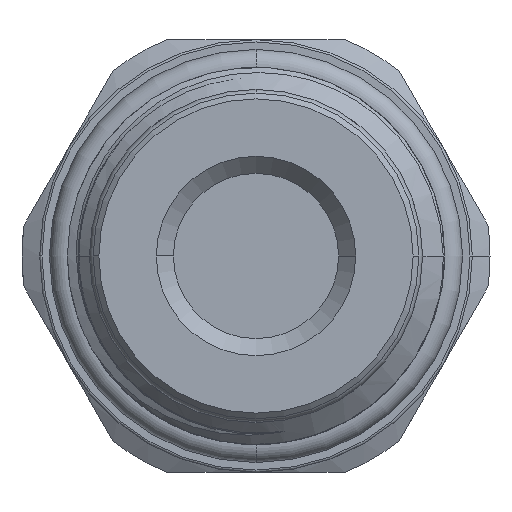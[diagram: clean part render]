
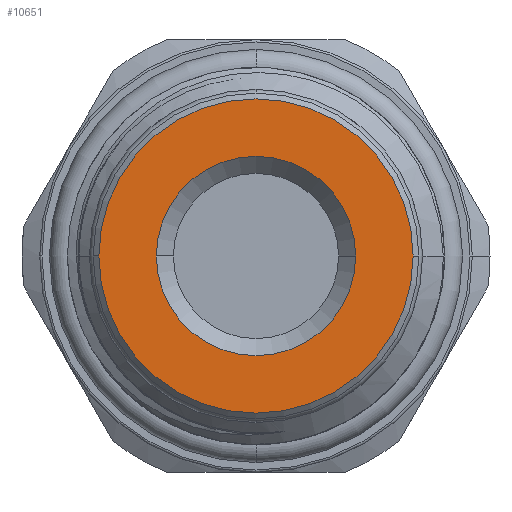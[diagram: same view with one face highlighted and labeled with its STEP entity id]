
A CAD part, left-side view. The second image highlights one B-rep face of the part: STEP entity #10651.
In plain terms, the highlighted planar face has unit normal (-1, 0, 0).
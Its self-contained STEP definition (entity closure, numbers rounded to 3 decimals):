
#570 = DIRECTION ( 'NONE',  ( -1., 0., 0. ) ) ;
#1179 = VERTEX_POINT ( 'NONE', #1401 ) ;
#1401 = CARTESIAN_POINT ( 'NONE',  ( 0., 13.8, 0. ) ) ;
#1403 = ORIENTED_EDGE ( 'NONE', *, *, #4315, .F. ) ;
#1940 = CIRCLE ( 'NONE', #13080, 8.75 ) ;
#2331 = CARTESIAN_POINT ( 'NONE',  ( 0., 8.75, 0. ) ) ;
#2383 = CARTESIAN_POINT ( 'NONE',  ( 0., -8.75, 0. ) ) ;
#4132 = CARTESIAN_POINT ( 'NONE',  ( 0., 0., 0. ) ) ;
#4315 = EDGE_CURVE ( 'NONE', #17418, #20008, #18832, .T. ) ;
#5313 = DIRECTION ( 'NONE',  ( -1., 0., 0. ) ) ;
#5692 = FACE_OUTER_BOUND ( 'NONE', #19146, .T. ) ;
#6002 = EDGE_CURVE ( 'NONE', #18209, #1179, #8179, .T. ) ;
#6448 = DIRECTION ( 'NONE',  ( -1., 0., 0. ) ) ;
#7011 = DIRECTION ( 'NONE',  ( 0., 1., 0. ) ) ;
#7085 = PLANE ( 'NONE',  #13905 ) ;
#7091 = ORIENTED_EDGE ( 'NONE', *, *, #8116, .T. ) ;
#7194 = DIRECTION ( 'NONE',  ( 0., 1., 0. ) ) ;
#7351 = CIRCLE ( 'NONE', #12040, 13.8 ) ;
#8116 = EDGE_CURVE ( 'NONE', #1179, #18209, #7351, .T. ) ;
#8179 = CIRCLE ( 'NONE', #17749, 13.8 ) ;
#9246 = DIRECTION ( 'NONE',  ( -1., 0., 0. ) ) ;
#10651 = ADVANCED_FACE ( 'NONE', ( #14407, #5692 ), #7085, .T. ) ;
#10726 = CARTESIAN_POINT ( 'NONE',  ( 0., 0., 0. ) ) ;
#12040 = AXIS2_PLACEMENT_3D ( 'NONE', #13389, #6448, #16863 ) ;
#12486 = EDGE_CURVE ( 'NONE', #20008, #17418, #1940, .T. ) ;
#12891 = CARTESIAN_POINT ( 'NONE',  ( 0., -13.8, 0. ) ) ;
#13080 = AXIS2_PLACEMENT_3D ( 'NONE', #4132, #13892, #14247 ) ;
#13389 = CARTESIAN_POINT ( 'NONE',  ( 0., 0., 0. ) ) ;
#13892 = DIRECTION ( 'NONE',  ( -1., 0., 0. ) ) ;
#13905 = AXIS2_PLACEMENT_3D ( 'NONE', #15437, #5313, #7011 ) ;
#14247 = DIRECTION ( 'NONE',  ( 0., 1., 0. ) ) ;
#14407 = FACE_BOUND ( 'NONE', #14720, .T. ) ;
#14516 = ORIENTED_EDGE ( 'NONE', *, *, #12486, .F. ) ;
#14720 = EDGE_LOOP ( 'NONE', ( #1403, #14516 ) ) ;
#15437 = CARTESIAN_POINT ( 'NONE',  ( 0., 0., 0. ) ) ;
#16863 = DIRECTION ( 'NONE',  ( 0., 1., 0. ) ) ;
#17418 = VERTEX_POINT ( 'NONE', #2331 ) ;
#17749 = AXIS2_PLACEMENT_3D ( 'NONE', #20931, #9246, #19826 ) ;
#18209 = VERTEX_POINT ( 'NONE', #12891 ) ;
#18504 = ORIENTED_EDGE ( 'NONE', *, *, #6002, .T. ) ;
#18832 = CIRCLE ( 'NONE', #20006, 8.75 ) ;
#19146 = EDGE_LOOP ( 'NONE', ( #18504, #7091 ) ) ;
#19826 = DIRECTION ( 'NONE',  ( 0., 1., 0. ) ) ;
#20006 = AXIS2_PLACEMENT_3D ( 'NONE', #10726, #570, #7194 ) ;
#20008 = VERTEX_POINT ( 'NONE', #2383 ) ;
#20931 = CARTESIAN_POINT ( 'NONE',  ( 0., 0., 0. ) ) ;
